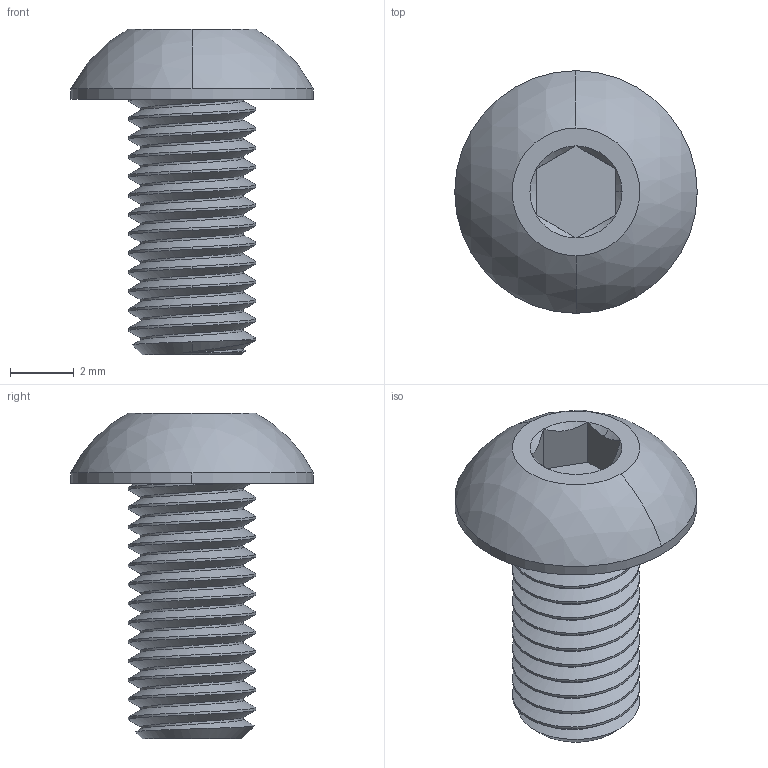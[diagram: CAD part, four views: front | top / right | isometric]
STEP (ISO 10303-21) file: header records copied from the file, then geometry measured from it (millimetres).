
FILE_DESCRIPTION (( 'STEP AP203' ), '1' );
FILE_NAME ('2802-0004-0008.STEP', '2017-04-04T18:20:51', ( '' ), ( '' ), 'SwSTEP 2.0', 'SolidWorks 2016', '' );
FILE_SCHEMA (( 'CONFIG_CONTROL_DESIGN' ));
Length unit declared in the file: millimetre
Products named in the file (1): 2802-0004-0008
Bounding box: 7.6 x 7.6 x 10.2 mm (x, y, z)
Volume: 146.3 mm3; surface area: 283.6 mm2
Topology: 1 solids, 1 shells, 53 faces, 135 edges, 86 vertices
Faces by surface type: cylinder 28, cone 10, plane 10, bspline 3, sphere 2
Entity records: 3265 total; most frequent: CARTESIAN_POINT 2097, ORIENTED_EDGE 270, DIRECTION 187, EDGE_CURVE 135, VERTEX_POINT 86, AXIS2_PLACEMENT_3D 72, EDGE_LOOP 55, FACE_OUTER_BOUND 53
